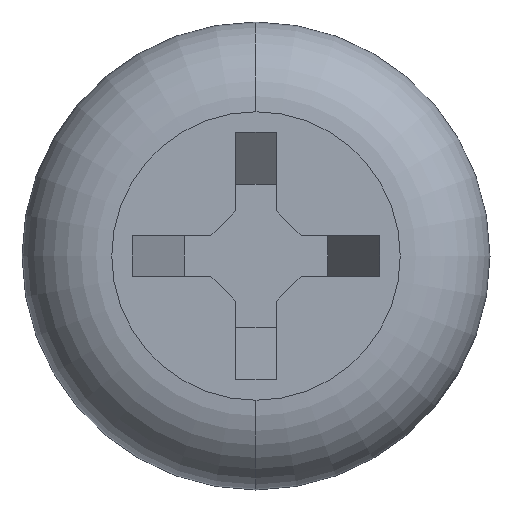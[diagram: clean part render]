
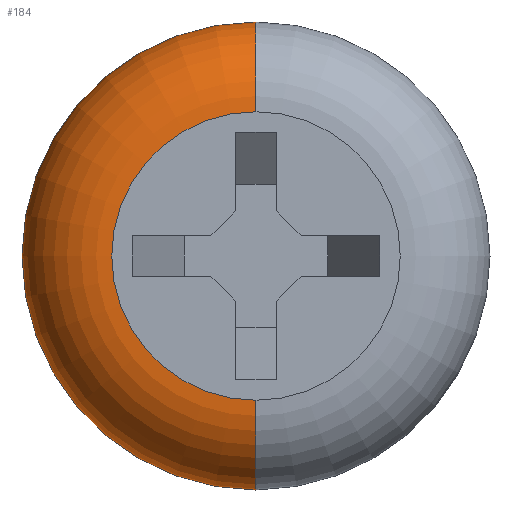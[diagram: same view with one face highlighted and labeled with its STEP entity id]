
A CAD part, left-side view. The second image highlights one B-rep face of the part: STEP entity #184.
In plain terms, the highlighted toroidal (fillet/blend) face has major radius 1.714 mm and minor radius 1.067 mm.
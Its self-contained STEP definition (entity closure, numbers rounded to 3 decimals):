
#184 = ADVANCED_FACE ( 'NONE', ( #2565 ), #1106, .T. ) ;
#267 = CARTESIAN_POINT ( 'NONE',  ( -2.951, -0.961, -1.636 ) ) ;
#270 = CARTESIAN_POINT ( 'NONE',  ( -1.884, -0.961, -1.636 ) ) ;
#313 = CARTESIAN_POINT ( 'NONE',  ( -1.884, -0.961, -2.702 ) ) ;
#363 = CARTESIAN_POINT ( 'NONE',  ( -2.951, -0.961, 1.793 ) ) ;
#540 = DIRECTION ( 'NONE',  ( 0., 0., 1. ) ) ;
#664 = DIRECTION ( 'NONE',  ( 0., 0., 1. ) ) ;
#672 = DIRECTION ( 'NONE',  ( -1., 0., 0. ) ) ;
#706 = CARTESIAN_POINT ( 'NONE',  ( -2.951, -0.961, 0.079 ) ) ;
#942 = CIRCLE ( 'NONE', #1682, 1.067 ) ;
#1051 = VERTEX_POINT ( 'NONE', #2144 ) ;
#1106 = TOROIDAL_SURFACE ( 'NONE', #3133, 1.714, 1.067 ) ;
#1108 = ORIENTED_EDGE ( 'NONE', *, *, #3802, .T. ) ;
#1190 = ORIENTED_EDGE ( 'NONE', *, *, #4052, .T. ) ;
#1195 = ORIENTED_EDGE ( 'NONE', *, *, #3915, .F. ) ;
#1202 = ORIENTED_EDGE ( 'NONE', *, *, #4110, .F. ) ;
#1488 = DIRECTION ( 'NONE',  ( 0., -1., 0. ) ) ;
#1675 = CIRCLE ( 'NONE', #1852, 1.714 ) ;
#1682 = AXIS2_PLACEMENT_3D ( 'NONE', #3799, #1488, #4089 ) ;
#1734 = AXIS2_PLACEMENT_3D ( 'NONE', #270, #2632, #540 ) ;
#1852 = AXIS2_PLACEMENT_3D ( 'NONE', #706, #672, #664 ) ;
#1878 = CIRCLE ( 'NONE', #1734, 1.067 ) ;
#1890 = AXIS2_PLACEMENT_3D ( 'NONE', #2796, #2787, #2767 ) ;
#2144 = CARTESIAN_POINT ( 'NONE',  ( -1.884, -0.961, 2.86 ) ) ;
#2565 = FACE_OUTER_BOUND ( 'NONE', #3446, .T. ) ;
#2601 = CIRCLE ( 'NONE', #1890, 2.781 ) ;
#2632 = DIRECTION ( 'NONE',  ( 0., 1., 0. ) ) ;
#2767 = DIRECTION ( 'NONE',  ( 0., 0., 1. ) ) ;
#2787 = DIRECTION ( 'NONE',  ( -1., 0., 0. ) ) ;
#2796 = CARTESIAN_POINT ( 'NONE',  ( -1.884, -0.961, 0.079 ) ) ;
#3133 = AXIS2_PLACEMENT_3D ( 'NONE', #3529, #3596, #4260 ) ;
#3254 = VERTEX_POINT ( 'NONE', #267 ) ;
#3446 = EDGE_LOOP ( 'NONE', ( #1108, #1190, #1195, #1202 ) ) ;
#3529 = CARTESIAN_POINT ( 'NONE',  ( -1.884, -0.961, 0.079 ) ) ;
#3596 = DIRECTION ( 'NONE',  ( -1., 0., 0. ) ) ;
#3799 = CARTESIAN_POINT ( 'NONE',  ( -1.884, -0.961, 1.793 ) ) ;
#3802 = EDGE_CURVE ( 'NONE', #1051, #3960, #2601, .T. ) ;
#3915 = EDGE_CURVE ( 'NONE', #3940, #3254, #1675, .T. ) ;
#3940 = VERTEX_POINT ( 'NONE', #363 ) ;
#3960 = VERTEX_POINT ( 'NONE', #313 ) ;
#4052 = EDGE_CURVE ( 'NONE', #3960, #3254, #1878, .T. ) ;
#4089 = DIRECTION ( 'NONE',  ( 0., 0., -1. ) ) ;
#4110 = EDGE_CURVE ( 'NONE', #1051, #3940, #942, .T. ) ;
#4260 = DIRECTION ( 'NONE',  ( 0., 0., 1. ) ) ;
